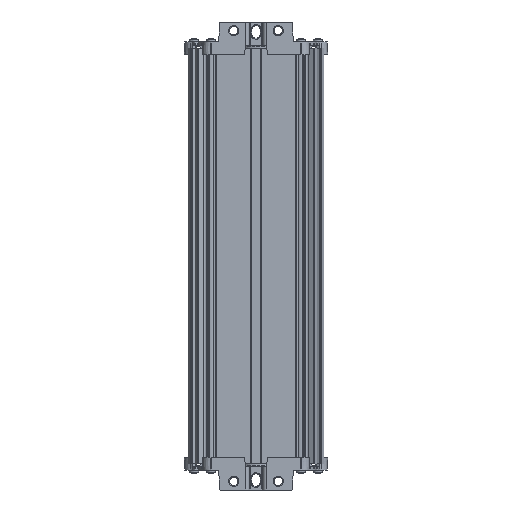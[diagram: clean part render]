
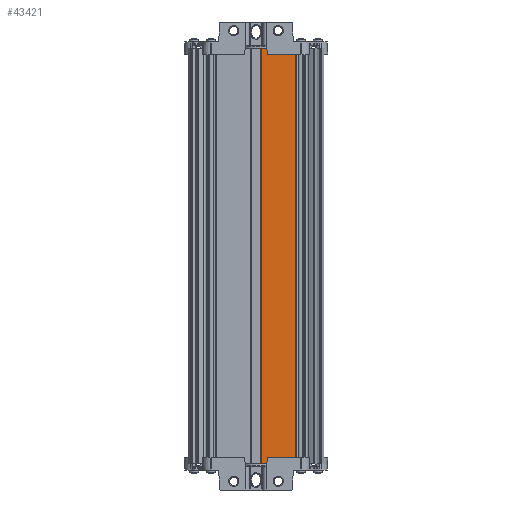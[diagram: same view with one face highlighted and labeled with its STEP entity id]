
A CAD part, front view. The second image highlights one B-rep face of the part: STEP entity #43421.
In plain terms, the highlighted planar face has unit normal (0, -1, 0).
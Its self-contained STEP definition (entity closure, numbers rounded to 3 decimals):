
#3330=LINE('',#63326,#6267);
#3331=LINE('',#63328,#6268);
#3332=LINE('',#63330,#6269);
#3333=LINE('',#63331,#6270);
#6267=VECTOR('',#51072,0.394);
#6268=VECTOR('',#51073,0.394);
#6269=VECTOR('',#51074,0.394);
#6270=VECTOR('',#51075,0.394);
#9393=FACE_OUTER_BOUND('',#11992,.T.);
#11992=EDGE_LOOP('',(#28049,#28050,#28051,#28052));
#17140=VERTEX_POINT('',#63324);
#17141=VERTEX_POINT('',#63325);
#17142=VERTEX_POINT('',#63327);
#17143=VERTEX_POINT('',#63329);
#21342=EDGE_CURVE('',#17140,#17141,#3330,.T.);
#21343=EDGE_CURVE('',#17140,#17142,#3331,.T.);
#21344=EDGE_CURVE('',#17143,#17142,#3332,.T.);
#21345=EDGE_CURVE('',#17143,#17141,#3333,.T.);
#28049=ORIENTED_EDGE('',*,*,#21342,.F.);
#28050=ORIENTED_EDGE('',*,*,#21343,.T.);
#28051=ORIENTED_EDGE('',*,*,#21344,.F.);
#28052=ORIENTED_EDGE('',*,*,#21345,.T.);
#40844=PLANE('',#46321);
#43421=ADVANCED_FACE('',(#9393),#40844,.T.);
#46321=AXIS2_PLACEMENT_3D('',#63323,#51070,#51071);
#51070=DIRECTION('center_axis',(0.,-1.,0.));
#51071=DIRECTION('ref_axis',(0.,0.,-1.));
#51072=DIRECTION('',(0.,0.,-1.));
#51073=DIRECTION('',(-1.,0.,0.));
#51074=DIRECTION('',(0.,0.,1.));
#51075=DIRECTION('',(1.,0.,0.));
#63323=CARTESIAN_POINT('Origin',(1.608,-2.883,0.));
#63324=CARTESIAN_POINT('',(1.595,-2.883,8.375));
#63325=CARTESIAN_POINT('',(1.595,-2.883,-8.375));
#63326=CARTESIAN_POINT('',(1.595,-2.883,0.));
#63327=CARTESIAN_POINT('',(0.211,-2.883,8.375));
#63328=CARTESIAN_POINT('',(0.18,-2.883,8.375));
#63329=CARTESIAN_POINT('',(0.211,-2.883,-8.375));
#63330=CARTESIAN_POINT('',(0.211,-2.883,0.));
#63331=CARTESIAN_POINT('',(0.18,-2.883,-8.375));
